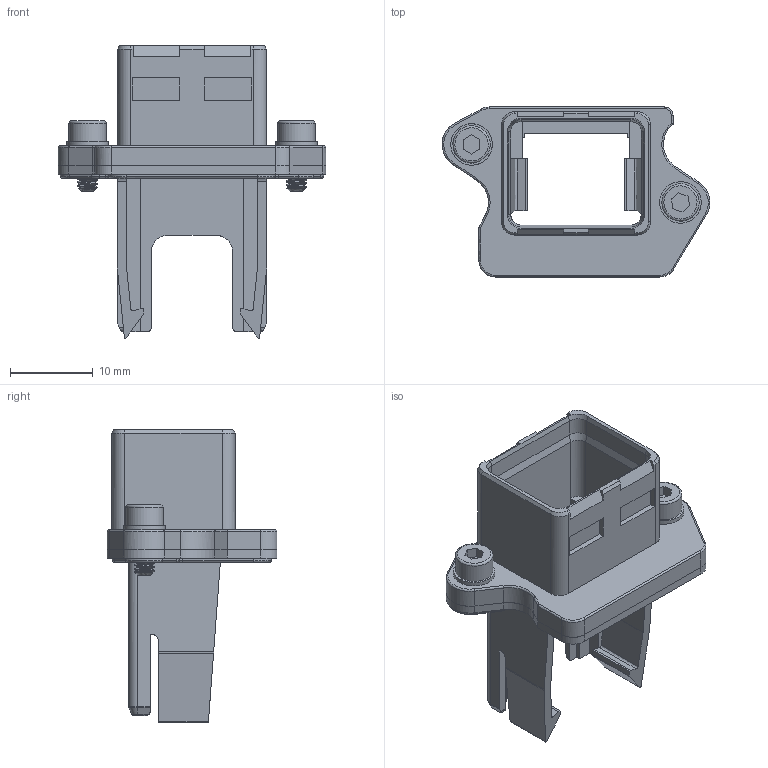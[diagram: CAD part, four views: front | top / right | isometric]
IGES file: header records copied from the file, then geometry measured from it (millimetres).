
Global section: file name: 09455450029.igs; preprocessor: I-DEAS 3D IGES Translator 14; date: 20111208.092818; units: millimetre
Bounding box: 32.3 x 20.5 x 35.33 mm (x, y, z)
Volume: 2585.9 mm3; surface area: 4966.8 mm2
Topology: 6 solids, 6 shells, 462 faces, 1179 edges, 747 vertices
Faces by surface type: bspline 462
